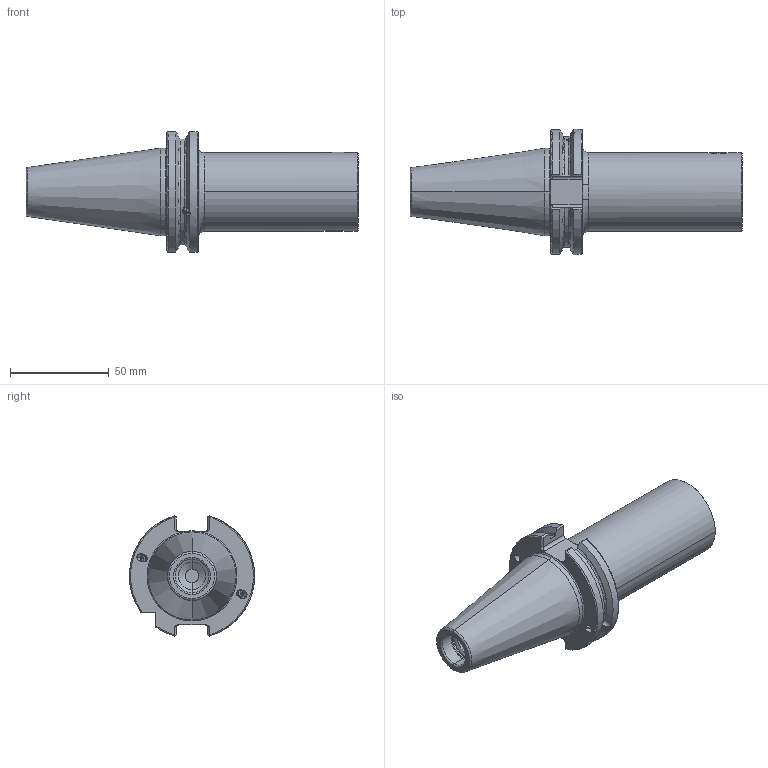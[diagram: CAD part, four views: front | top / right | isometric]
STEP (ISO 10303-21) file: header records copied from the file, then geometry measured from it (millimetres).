
FILE_DESCRIPTION (( 'STEP AP203' ), '1' );
FILE_NAME ('A14.440.040.100.STEP', '2024-08-27T07:15:11', ( '' ), ( '' ), 'SwSTEP 2.0', 'SolidWorks 2022', '' );
FILE_SCHEMA (( 'CONFIG_CONTROL_DESIGN' ));
Length unit declared in the file: millimetre
Products named in the file (5): KVT_MB_600_040; SB4-WH4.K01.100_C_mit Bundkühlung; A14.440.040.100; ISO 4026 - M4 x 3_PreviewCfg; WH4-ER1.001.015
Assembly tree (7 placements, depth 2):
  A14.440.040.100
    SB4-WH4.K01.100_C_mit Bundkühlung
    WH4-ER1.001.015  x2
    ISO 4026 - M4 x 3_PreviewCfg  x2
    KVT_MB_600_040  x2
Bounding box: 168.25 x 63.5 x 60.94 mm (x, y, z)
Volume: 193312.8 mm3; surface area: 35035 mm2
Topology: 9 solids, 9 shells, 311 faces, 754 edges, 448 vertices
Faces by surface type: cone 100, plane 86, cylinder 85, torus 35, sphere 4, bspline 1
Entity records: 8259 total; most frequent: CARTESIAN_POINT 2172, ORIENTED_EDGE 1168, DIRECTION 1157, EDGE_CURVE 584, AXIS2_PLACEMENT_3D 457, VERTEX_POINT 354, EDGE_LOOP 248, VECTOR 243
